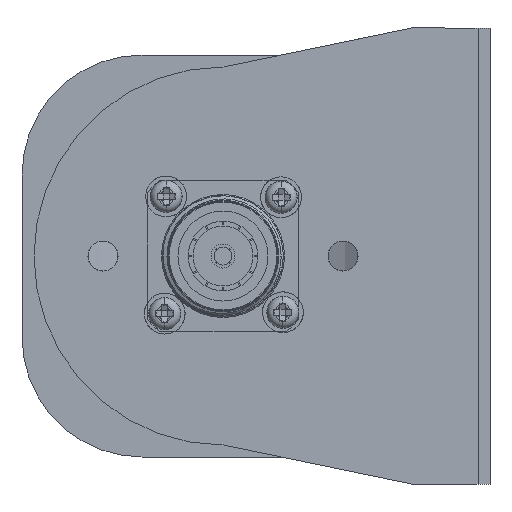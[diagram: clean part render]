
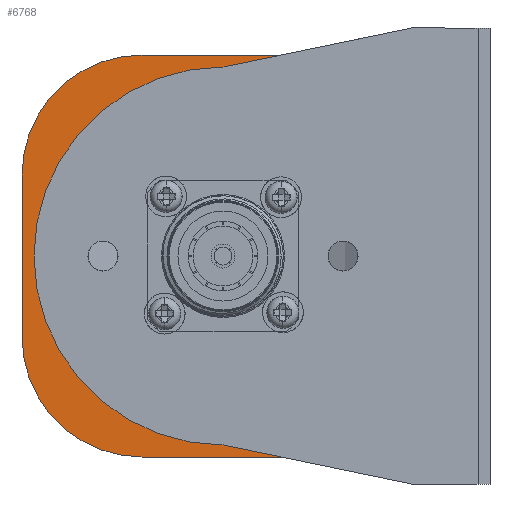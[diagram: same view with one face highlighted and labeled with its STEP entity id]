
A CAD part, front view. The second image highlights one B-rep face of the part: STEP entity #6768.
In plain terms, the highlighted planar face has unit normal (0, 1, 0).
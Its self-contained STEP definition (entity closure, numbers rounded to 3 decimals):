
#426 = LINE ( 'NONE', #20367, #18824 ) ;
#582 = DIRECTION ( 'NONE',  ( 0., 1., 0. ) ) ;
#1841 = DIRECTION ( 'NONE',  ( 0., 1., 0. ) ) ;
#3015 = VERTEX_POINT ( 'NONE', #22776 ) ;
#3162 = EDGE_CURVE ( 'NONE', #3015, #20782, #21544, .T. ) ;
#3187 = CARTESIAN_POINT ( 'NONE',  ( 0., 0., 31.5 ) ) ;
#3948 = CARTESIAN_POINT ( 'NONE',  ( 9.692, 0., 33.5 ) ) ;
#4489 = ORIENTED_EDGE ( 'NONE', *, *, #18376, .T. ) ;
#4664 = VECTOR ( 'NONE', #8390, 1000. ) ;
#4846 = CARTESIAN_POINT ( 'NONE',  ( 0., 0., 0. ) ) ;
#5043 = DIRECTION ( 'NONE',  ( 0., 0., 1. ) ) ;
#5360 = ORIENTED_EDGE ( 'NONE', *, *, #16613, .T. ) ;
#5397 = ORIENTED_EDGE ( 'NONE', *, *, #23095, .T. ) ;
#5534 = ORIENTED_EDGE ( 'NONE', *, *, #3162, .T. ) ;
#5626 = CARTESIAN_POINT ( 'NONE',  ( -13.5, 0., 33.5 ) ) ;
#5811 = VERTEX_POINT ( 'NONE', #5626 ) ;
#5873 = DIRECTION ( 'NONE',  ( -1., 0., 0. ) ) ;
#6581 = DIRECTION ( 'NONE',  ( 0., 1., 0. ) ) ;
#6768 = ADVANCED_FACE ( 'NONE', ( #14637 ), #18216, .T. ) ;
#6838 = DIRECTION ( 'NONE',  ( 0.979, 0., -0.202 ) ) ;
#7027 = VERTEX_POINT ( 'NONE', #20537 ) ;
#7955 = AXIS2_PLACEMENT_3D ( 'NONE', #4846, #10550, #17796 ) ;
#8390 = DIRECTION ( 'NONE',  ( 0., 0., 1. ) ) ;
#9110 = DIRECTION ( 'NONE',  ( 1., 0., 0. ) ) ;
#9231 = LINE ( 'NONE', #18156, #13473 ) ;
#9659 = EDGE_CURVE ( 'NONE', #21865, #3015, #19403, .T. ) ;
#9704 = AXIS2_PLACEMENT_3D ( 'NONE', #12043, #6581, #5043 ) ;
#9838 = ORIENTED_EDGE ( 'NONE', *, *, #9659, .T. ) ;
#10183 = CARTESIAN_POINT ( 'NONE',  ( 0., 0., -31.5 ) ) ;
#10208 = VERTEX_POINT ( 'NONE', #12500 ) ;
#10442 = AXIS2_PLACEMENT_3D ( 'NONE', #13158, #582, #22172 ) ;
#10550 = DIRECTION ( 'NONE',  ( 0., -1., 0. ) ) ;
#10858 = CARTESIAN_POINT ( 'NONE',  ( 0., 0., 0. ) ) ;
#11309 = DIRECTION ( 'NONE',  ( 0., 0., 1. ) ) ;
#12043 = CARTESIAN_POINT ( 'NONE',  ( -13.5, 0., -13.5 ) ) ;
#12500 = CARTESIAN_POINT ( 'NONE',  ( -13.5, 0., -33.5 ) ) ;
#12851 = EDGE_CURVE ( 'NONE', #7027, #22518, #21118, .T. ) ;
#13158 = CARTESIAN_POINT ( 'NONE',  ( -13.5, 0., 13.5 ) ) ;
#13473 = VECTOR ( 'NONE', #9110, 1000. ) ;
#13989 = CARTESIAN_POINT ( 'NONE',  ( -33.5, 0., -13.5 ) ) ;
#14406 = CARTESIAN_POINT ( 'NONE',  ( 9.692, 0., 33.5 ) ) ;
#14515 = LINE ( 'NONE', #14406, #15122 ) ;
#14637 = FACE_OUTER_BOUND ( 'NONE', #23049, .T. ) ;
#15122 = VECTOR ( 'NONE', #19990, 1000. ) ;
#15398 = CIRCLE ( 'NONE', #9704, 20. ) ;
#15868 = EDGE_CURVE ( 'NONE', #5811, #19998, #9231, .T. ) ;
#16613 = EDGE_CURVE ( 'NONE', #22518, #5811, #23292, .T. ) ;
#17477 = ORIENTED_EDGE ( 'NONE', *, *, #12851, .T. ) ;
#17796 = DIRECTION ( 'NONE',  ( 0., 0., 1. ) ) ;
#18156 = CARTESIAN_POINT ( 'NONE',  ( -13.5, 0., 33.5 ) ) ;
#18216 = PLANE ( 'NONE',  #20992 ) ;
#18376 = EDGE_CURVE ( 'NONE', #10208, #7027, #15398, .T. ) ;
#18824 = VECTOR ( 'NONE', #5873, 1000. ) ;
#19166 = VECTOR ( 'NONE', #6838, 1000. ) ;
#19403 = CIRCLE ( 'NONE', #7955, 31.5 ) ;
#19616 = EDGE_CURVE ( 'NONE', #20782, #10208, #426, .T. ) ;
#19990 = DIRECTION ( 'NONE',  ( -0.979, 0., -0.202 ) ) ;
#19998 = VERTEX_POINT ( 'NONE', #3948 ) ;
#20181 = ORIENTED_EDGE ( 'NONE', *, *, #15868, .T. ) ;
#20367 = CARTESIAN_POINT ( 'NONE',  ( 13.5, 0., -33.5 ) ) ;
#20537 = CARTESIAN_POINT ( 'NONE',  ( -33.5, 0., -13.5 ) ) ;
#20664 = ORIENTED_EDGE ( 'NONE', *, *, #19616, .T. ) ;
#20782 = VERTEX_POINT ( 'NONE', #23461 ) ;
#20992 = AXIS2_PLACEMENT_3D ( 'NONE', #10858, #1841, #11309 ) ;
#21015 = CARTESIAN_POINT ( 'NONE',  ( -33.5, 0., 13.5 ) ) ;
#21118 = LINE ( 'NONE', #13989, #4664 ) ;
#21544 = LINE ( 'NONE', #10183, #19166 ) ;
#21865 = VERTEX_POINT ( 'NONE', #3187 ) ;
#22172 = DIRECTION ( 'NONE',  ( 0., 0., 1. ) ) ;
#22518 = VERTEX_POINT ( 'NONE', #21015 ) ;
#22776 = CARTESIAN_POINT ( 'NONE',  ( 0., 0., -31.5 ) ) ;
#23049 = EDGE_LOOP ( 'NONE', ( #5534, #20664, #4489, #17477, #5360, #20181, #5397, #9838 ) ) ;
#23095 = EDGE_CURVE ( 'NONE', #19998, #21865, #14515, .T. ) ;
#23292 = CIRCLE ( 'NONE', #10442, 20. ) ;
#23461 = CARTESIAN_POINT ( 'NONE',  ( 9.692, 0., -33.5 ) ) ;
